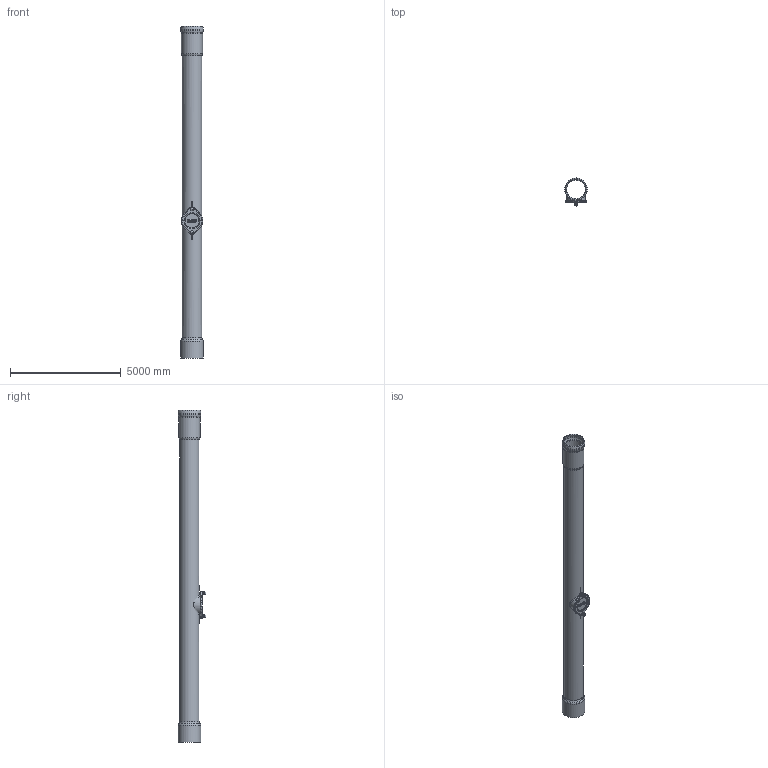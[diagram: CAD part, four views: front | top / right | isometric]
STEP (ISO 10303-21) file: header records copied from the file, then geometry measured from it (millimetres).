
FILE_DESCRIPTION(/* description */ (''),/* implementation_level */ '2;1');
FILE_NAME(/* name */ '05515.080X_3D.stp',/* time_stamp */ '2025-09-12T11:24:10+02:00',/* author */ ('d.brandes'),/* organization */ (''),/* preprocessor_version */ 'ST-DEVELOPER v20.1',/* originating_system */ 'AutoCAD Mechanical',/* authorisation */ '');
FILE_SCHEMA (('AUTOMOTIVE_DESIGN { 1 0 10303 214 3 1 1 }'));
Length unit declared in the file: centimetre
Products named in the file (2): Product; *S0
Assembly tree (1 placements, depth 2):
  Product
    *S0
Bounding box: 1022 x 1251 x 15000 mm (x, y, z)
Volume: 707192621.4 mm3; surface area: 87035882.6 mm2
Topology: 8 solids, 8 shells, 198 faces, 469 edges, 292 vertices
Faces by surface type: cone 85, plane 44, cylinder 27, torus 22, bspline 15, sphere 5
Full cylindrical faces by diameter (mm): 66.47 x2, 100 x2, 125 x2, 700 x1, 800 x1, 832 x1, 858 x1, 890 x1, 920 x2, 952 x1, 988 x1, 1020 x1, 1022 x1
Entity records: 21305 total; most frequent: CARTESIAN_POINT 16764, DIRECTION 978, ORIENTED_EDGE 912, EDGE_CURVE 456, AXIS2_PLACEMENT_3D 416, VERTEX_POINT 280, CIRCLE 225, EDGE_LOOP 214
